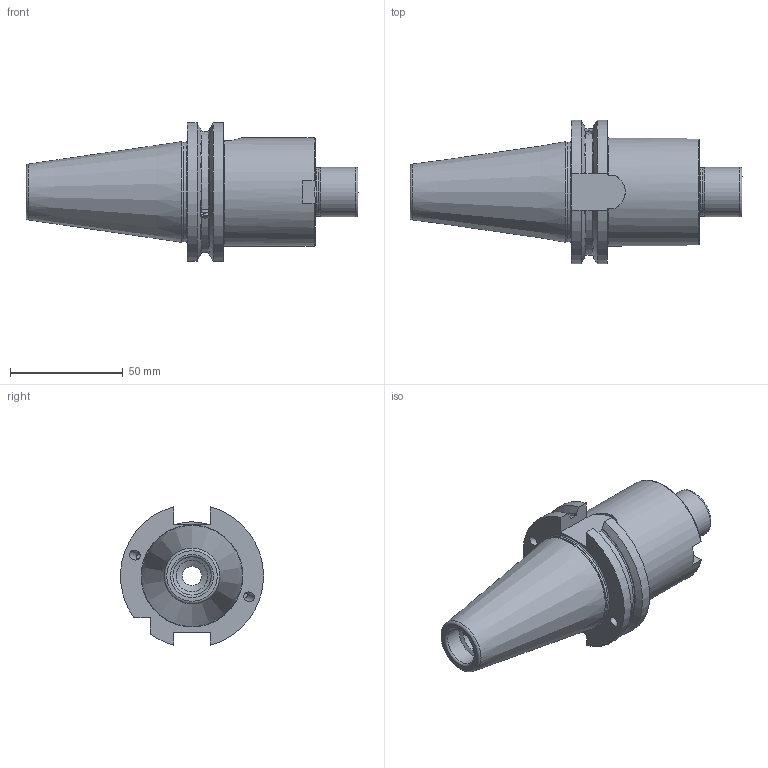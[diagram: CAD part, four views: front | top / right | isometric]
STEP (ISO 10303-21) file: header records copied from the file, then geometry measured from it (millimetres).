
FILE_DESCRIPTION((''),'2;1');
FILE_NAME('7140051-22.stp','2018-06-13T10:38:04',('SCHUESSLER'),(''),'Autodesk Inventor 2012','Autodesk Inventor 2012','');
FILE_SCHEMA(('AUTOMOTIVE_DESIGN { 1 0 10303 214 1 1 1 1 }'));
Length unit declared in the file: millimetre
Products named in the file (1): 7140051-22
Bounding box: 147.4 x 63.54 x 61.48 mm (x, y, z)
Volume: 174459.4 mm3; surface area: 31483.7 mm2
Topology: 1 solids, 1 shells, 112 faces, 326 edges, 212 vertices
Faces by surface type: cylinder 36, plane 33, cone 23, torus 20
Full cylindrical faces by diameter (mm): 2.5 x4, 3.242 x2, 4.2 x4, 8.5 x1, 10 x1, 10.5 x1, 14 x1, 17 x1, 21.4 x1, 22 x1, 44.25 x1, 48 x1
Entity records: 3686 total; most frequent: CARTESIAN_POINT 1085, DIRECTION 528, ORIENTED_EDGE 512, EDGE_CURVE 256, AXIS2_PLACEMENT_3D 223, VERTEX_POINT 186, EDGE_LOOP 160, FACE_OUTER_BOUND 111
